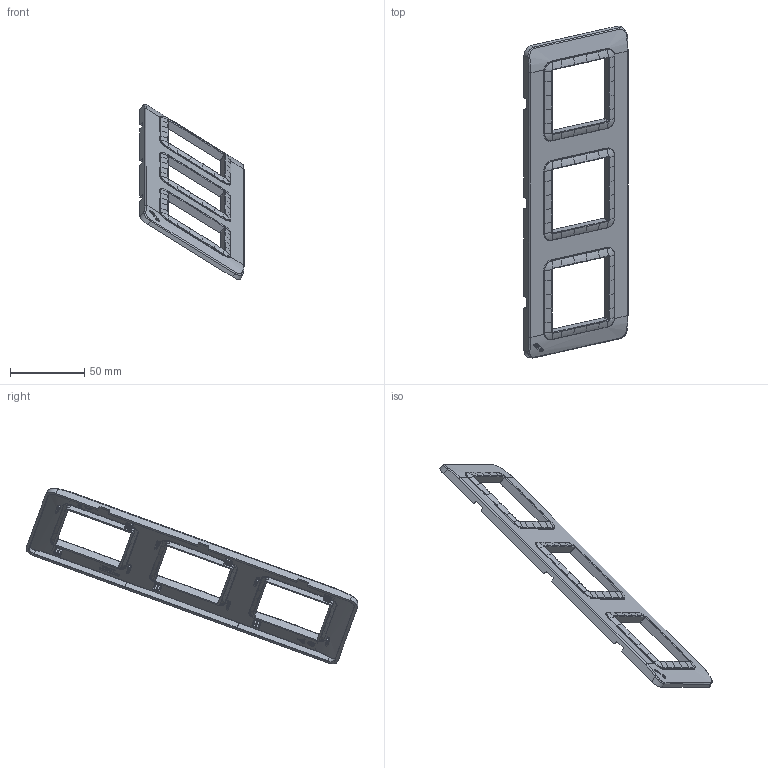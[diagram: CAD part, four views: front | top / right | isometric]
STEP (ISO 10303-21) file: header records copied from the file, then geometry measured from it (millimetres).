
FILE_DESCRIPTION(('CATIA V5 STEP Exchange'),'2;1');
FILE_NAME('44P36@.stp','2023-09-25T11:30:41+00:00',('none'),('none'),'CATIA Version 5-6 Release 2016 SP6','CATIA V5 STEP AP203','none');
FILE_SCHEMA(('CONFIG_CONTROL_DESIGN'));
Length unit declared in the file: millimetre
Products named in the file (1): 44P36@
Assembly tree (2 placements, depth 2):
  44P36@
    #57
    #101
Bounding box: 69.89 x 222.95 x 117.81 mm (x, y, z)
Volume: 24994.3 mm3; surface area: 35221.8 mm2
Topology: 1 solids, 1 shells, 3593 faces, 9083 edges, 5340 vertices
Faces by surface type: plane 1390, cylinder 1106, bspline 925, torus 74, extrusion 38, cone 36, revolution 24
Entity records: 160217 total; most frequent: CARTESIAN_POINT 87726, ORIENTED_EDGE 17718, DIRECTION 9830, EDGE_CURVE 8859, VERTEX_POINT 5336, VECTOR 4529, LINE 4491, EDGE_LOOP 3667
